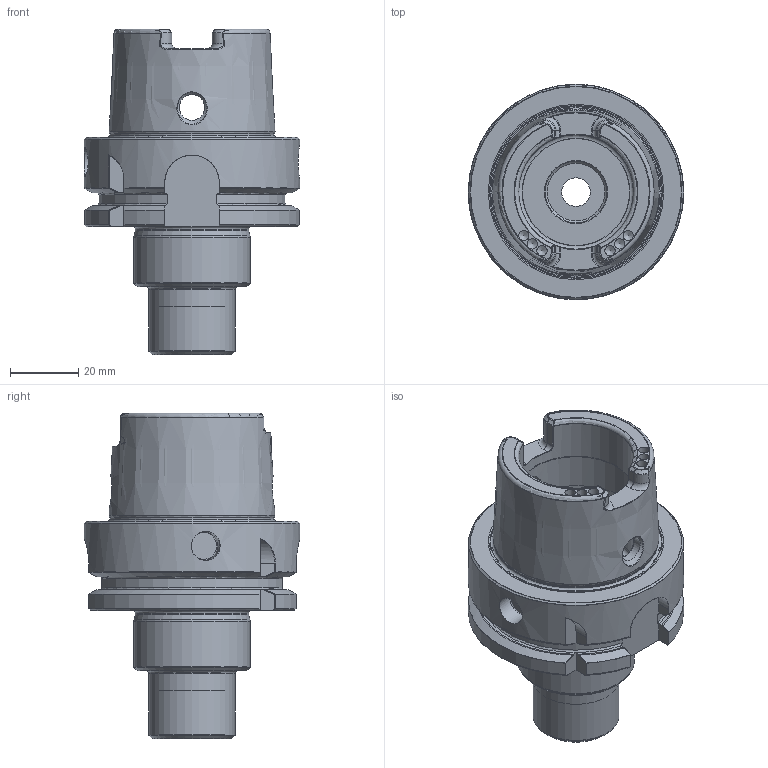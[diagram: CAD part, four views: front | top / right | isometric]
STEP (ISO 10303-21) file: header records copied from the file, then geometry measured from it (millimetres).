
FILE_DESCRIPTION(/* description */ (''),/* implementation_level */ '2;1');
FILE_NAME(/* name */ '256312030.stp',/* time_stamp */ '2021-01-08T12:41:11',/* author */ ('LRA'),/* organization */ ('REGO-FIX'),/* preprocessor_version */ ' Unknown',/* originating_system */ 'SIEMENS PLM Software Solid Edge ST10',/* authorization */ 'Unknown');
FILE_SCHEMA (('AUTOMOTIVE_DESIGN { 1 0 10303 214 2 1 1}'));
Length unit declared in the file: millimetre
Products named in the file (1): NOCUT
Bounding box: 63.3 x 63.3 x 95.7 mm (x, y, z)
Volume: 200858.1 mm3; surface area: 56146.7 mm2
Topology: 2 solids, 2 shells, 280 faces, 747 edges, 477 vertices
Faces by surface type: plane 84, cylinder 81, cone 71, torus 44
Full cylindrical faces by diameter (mm): 3 x12, 7.5 x4, 8.4 x2, 8.5 x2, 10 x2, 13.5 x2, 16.917 x2, 20 x2, 25 x2, 25.3 x1, 33.3 x2, 33.7 x2, 34 x3, 34.3 x1, 40 x2, 48.129 x1, 48.43 x1, 63 x1, 63.3 x1
Entity records: 10167 total; most frequent: CARTESIAN_POINT 2132, DIRECTION 1224, ORIENTED_EDGE 1150, EDGE_CURVE 575, AXIS2_PLACEMENT_3D 526, VERTEX_POINT 429, FACE_BOUND 420, EDGE_LOOP 408
